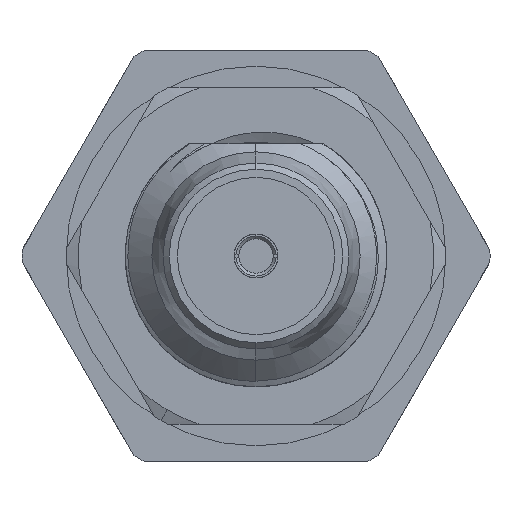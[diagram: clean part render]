
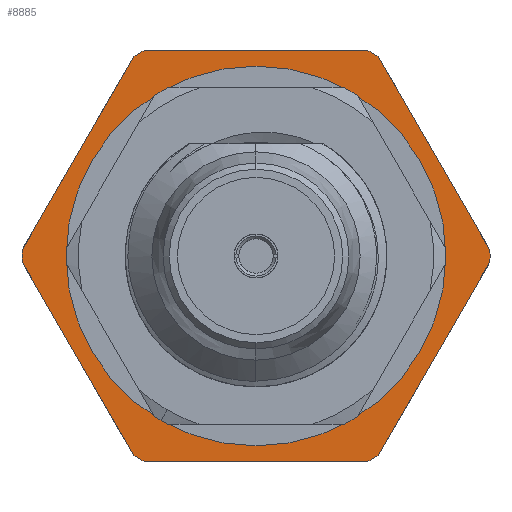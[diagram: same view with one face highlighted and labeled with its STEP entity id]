
A CAD part, left-side view. The second image highlights one B-rep face of the part: STEP entity #8885.
In plain terms, the highlighted planar face has unit normal (-1, 0, 0).
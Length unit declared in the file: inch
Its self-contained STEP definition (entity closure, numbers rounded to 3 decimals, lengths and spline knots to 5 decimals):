
#264 = CIRCLE ( 'NONE', #8831, 0.2465 ) ;
#414 = CARTESIAN_POINT ( 'NONE',  ( 0.59055, 0.24642, 0.00626 ) ) ;
#609 = CARTESIAN_POINT ( 'NONE',  ( 0.59055, 0., 0. ) ) ;
#916 = DIRECTION ( 'NONE',  ( 0., -0.5, -0.866 ) ) ;
#969 = CIRCLE ( 'NONE', #6306, 0.2465 ) ;
#978 = DIRECTION ( 'NONE',  ( 0., 1., 0. ) ) ;
#1198 = VERTEX_POINT ( 'NONE', #414 ) ;
#1303 = VERTEX_POINT ( 'NONE', #18320 ) ;
#1446 = EDGE_CURVE ( 'NONE', #7199, #8581, #15087, .T. ) ;
#1458 = VECTOR ( 'NONE', #916, 39.37008 ) ;
#1478 = ORIENTED_EDGE ( 'NONE', *, *, #8346, .T. ) ;
#1517 = VERTEX_POINT ( 'NONE', #13833 ) ;
#1548 = EDGE_LOOP ( 'NONE', ( #18955, #1478 ) ) ;
#1789 = LINE ( 'NONE', #17173, #5052 ) ;
#1984 = EDGE_CURVE ( 'NONE', #1303, #11137, #969, .T. ) ;
#2116 = CIRCLE ( 'NONE', #5819, 0.2465 ) ;
#2142 = DIRECTION ( 'NONE',  ( 0., 0., -1. ) ) ;
#2415 = CARTESIAN_POINT ( 'NONE',  ( 0.59055, 0., 0. ) ) ;
#2754 = DIRECTION ( 'NONE',  ( 0., 0., 1. ) ) ;
#2841 = ORIENTED_EDGE ( 'NONE', *, *, #10917, .T. ) ;
#3459 = LINE ( 'NONE', #12024, #1458 ) ;
#3568 = ORIENTED_EDGE ( 'NONE', *, *, #13607, .T. ) ;
#3757 = DIRECTION ( 'NONE',  ( 0., 0., 1. ) ) ;
#3952 = EDGE_CURVE ( 'NONE', #1198, #1517, #19333, .T. ) ;
#3994 = CARTESIAN_POINT ( 'NONE',  ( 0.59055, -0.12863, -0.21028 ) ) ;
#4388 = VERTEX_POINT ( 'NONE', #9607 ) ;
#4420 = ORIENTED_EDGE ( 'NONE', *, *, #3952, .T. ) ;
#4737 = DIRECTION ( 'NONE',  ( 0., 0., 1. ) ) ;
#4782 = CIRCLE ( 'NONE', #10230, 0.19554 ) ;
#5052 = VECTOR ( 'NONE', #12338, 39.37008 ) ;
#5184 = DIRECTION ( 'NONE',  ( 0., -0.5, 0.866 ) ) ;
#5411 = DIRECTION ( 'NONE',  ( 1., 0., 0. ) ) ;
#5724 = CARTESIAN_POINT ( 'NONE',  ( 0.59055, 0., 0. ) ) ;
#5819 = AXIS2_PLACEMENT_3D ( 'NONE', #20368, #18672, #15432 ) ;
#5826 = VERTEX_POINT ( 'NONE', #8654 ) ;
#5932 = CARTESIAN_POINT ( 'NONE',  ( 0.59055, 0.11779, -0.21654 ) ) ;
#6007 = EDGE_CURVE ( 'NONE', #9037, #12435, #10422, .T. ) ;
#6138 = AXIS2_PLACEMENT_3D ( 'NONE', #12255, #16954, #2754 ) ;
#6306 = AXIS2_PLACEMENT_3D ( 'NONE', #16045, #12782, #4737 ) ;
#6364 = CARTESIAN_POINT ( 'NONE',  ( 0.59055, -0.11779, -0.21654 ) ) ;
#6799 = FACE_OUTER_BOUND ( 'NONE', #20309, .T. ) ;
#6801 = EDGE_CURVE ( 'NONE', #11137, #1198, #10915, .T. ) ;
#6831 = AXIS2_PLACEMENT_3D ( 'NONE', #19484, #16103, #16177 ) ;
#6840 = ORIENTED_EDGE ( 'NONE', *, *, #1446, .T. ) ;
#6846 = LINE ( 'NONE', #18036, #11356 ) ;
#7065 = VERTEX_POINT ( 'NONE', #17447 ) ;
#7199 = VERTEX_POINT ( 'NONE', #6364 ) ;
#7212 = CARTESIAN_POINT ( 'NONE',  ( 0.59055, -0.24642, -0.00626 ) ) ;
#7355 = LINE ( 'NONE', #17013, #14173 ) ;
#8346 = EDGE_CURVE ( 'NONE', #12435, #9037, #4782, .T. ) ;
#8581 = VERTEX_POINT ( 'NONE', #3994 ) ;
#8654 = CARTESIAN_POINT ( 'NONE',  ( 0.59055, 0.12863, -0.21028 ) ) ;
#8697 = CARTESIAN_POINT ( 'NONE',  ( 0.59055, -0.24642, 0.00626 ) ) ;
#8831 = AXIS2_PLACEMENT_3D ( 'NONE', #609, #11703, #3757 ) ;
#8885 = ADVANCED_FACE ( 'NONE', ( #11563, #6799 ), #17754, .T. ) ;
#9037 = VERTEX_POINT ( 'NONE', #9747 ) ;
#9430 = ORIENTED_EDGE ( 'NONE', *, *, #19628, .T. ) ;
#9465 = DIRECTION ( 'NONE',  ( 0., 0., 1. ) ) ;
#9499 = VERTEX_POINT ( 'NONE', #7212 ) ;
#9607 = CARTESIAN_POINT ( 'NONE',  ( 0.59055, -0.12863, 0.21028 ) ) ;
#9747 = CARTESIAN_POINT ( 'NONE',  ( 0.59055, 0., -0.19554 ) ) ;
#9882 = ORIENTED_EDGE ( 'NONE', *, *, #1984, .T. ) ;
#10230 = AXIS2_PLACEMENT_3D ( 'NONE', #15067, #5411, #18341 ) ;
#10422 = CIRCLE ( 'NONE', #14701, 0.19554 ) ;
#10596 = CARTESIAN_POINT ( 'NONE',  ( 0.59055, -0.12502, 0.21654 ) ) ;
#10880 = CARTESIAN_POINT ( 'NONE',  ( 0.59055, 0.12863, 0.21028 ) ) ;
#10915 = LINE ( 'NONE', #13819, #14707 ) ;
#10917 = EDGE_CURVE ( 'NONE', #1517, #5826, #3459, .T. ) ;
#10968 = ORIENTED_EDGE ( 'NONE', *, *, #6801, .T. ) ;
#11137 = VERTEX_POINT ( 'NONE', #10880 ) ;
#11356 = VECTOR ( 'NONE', #5184, 39.37008 ) ;
#11563 = FACE_BOUND ( 'NONE', #1548, .T. ) ;
#11703 = DIRECTION ( 'NONE',  ( -1., 0., 0. ) ) ;
#12024 = CARTESIAN_POINT ( 'NONE',  ( 0.59055, 0.25003, 0. ) ) ;
#12130 = ORIENTED_EDGE ( 'NONE', *, *, #20771, .T. ) ;
#12255 = CARTESIAN_POINT ( 'NONE',  ( 0.59055, 0., 0. ) ) ;
#12338 = DIRECTION ( 'NONE',  ( 0., 0.5, 0.866 ) ) ;
#12435 = VERTEX_POINT ( 'NONE', #12973 ) ;
#12658 = AXIS2_PLACEMENT_3D ( 'NONE', #20788, #20860, #9465 ) ;
#12782 = DIRECTION ( 'NONE',  ( -1., 0., 0. ) ) ;
#12973 = CARTESIAN_POINT ( 'NONE',  ( 0.59055, 0., 0.19554 ) ) ;
#13121 = VERTEX_POINT ( 'NONE', #8697 ) ;
#13607 = EDGE_CURVE ( 'NONE', #5826, #15214, #2116, .T. ) ;
#13793 = EDGE_CURVE ( 'NONE', #7065, #1303, #17739, .T. ) ;
#13819 = CARTESIAN_POINT ( 'NONE',  ( 0.59055, 0.12502, 0.21654 ) ) ;
#13833 = CARTESIAN_POINT ( 'NONE',  ( 0.59055, 0.24642, -0.00626 ) ) ;
#14173 = VECTOR ( 'NONE', #18898, 39.37008 ) ;
#14235 = EDGE_CURVE ( 'NONE', #15214, #7199, #7355, .T. ) ;
#14366 = AXIS2_PLACEMENT_3D ( 'NONE', #5724, #16756, #18659 ) ;
#14701 = AXIS2_PLACEMENT_3D ( 'NONE', #2415, #15321, #2142 ) ;
#14707 = VECTOR ( 'NONE', #17107, 39.37008 ) ;
#15067 = CARTESIAN_POINT ( 'NONE',  ( 0.59055, 0., 0. ) ) ;
#15087 = CIRCLE ( 'NONE', #6138, 0.2465 ) ;
#15214 = VERTEX_POINT ( 'NONE', #5932 ) ;
#15321 = DIRECTION ( 'NONE',  ( 1., 0., 0. ) ) ;
#15419 = ORIENTED_EDGE ( 'NONE', *, *, #19536, .T. ) ;
#15432 = DIRECTION ( 'NONE',  ( 0., 0., 1. ) ) ;
#15466 = ORIENTED_EDGE ( 'NONE', *, *, #17953, .T. ) ;
#15470 = VECTOR ( 'NONE', #978, 39.37008 ) ;
#16045 = CARTESIAN_POINT ( 'NONE',  ( 0.59055, 0., 0. ) ) ;
#16103 = DIRECTION ( 'NONE',  ( -1., 0., 0. ) ) ;
#16177 = DIRECTION ( 'NONE',  ( 0., 0., 1. ) ) ;
#16756 = DIRECTION ( 'NONE',  ( -1., 0., 0. ) ) ;
#16954 = DIRECTION ( 'NONE',  ( -1., 0., 0. ) ) ;
#17013 = CARTESIAN_POINT ( 'NONE',  ( 0.59055, 0.12502, -0.21654 ) ) ;
#17107 = DIRECTION ( 'NONE',  ( 0., 0.5, -0.866 ) ) ;
#17168 = ORIENTED_EDGE ( 'NONE', *, *, #13793, .T. ) ;
#17173 = CARTESIAN_POINT ( 'NONE',  ( 0.59055, -0.25003, 0. ) ) ;
#17447 = CARTESIAN_POINT ( 'NONE',  ( 0.59055, -0.11779, 0.21654 ) ) ;
#17739 = LINE ( 'NONE', #10596, #15470 ) ;
#17754 = PLANE ( 'NONE',  #12658 ) ;
#17953 = EDGE_CURVE ( 'NONE', #8581, #9499, #6846, .T. ) ;
#18036 = CARTESIAN_POINT ( 'NONE',  ( 0.59055, -0.12502, -0.21654 ) ) ;
#18320 = CARTESIAN_POINT ( 'NONE',  ( 0.59055, 0.11779, 0.21654 ) ) ;
#18341 = DIRECTION ( 'NONE',  ( 0., 0., -1. ) ) ;
#18659 = DIRECTION ( 'NONE',  ( 0., 0., 1. ) ) ;
#18672 = DIRECTION ( 'NONE',  ( -1., 0., 0. ) ) ;
#18898 = DIRECTION ( 'NONE',  ( 0., -1., 0. ) ) ;
#18955 = ORIENTED_EDGE ( 'NONE', *, *, #6007, .T. ) ;
#18969 = ORIENTED_EDGE ( 'NONE', *, *, #14235, .T. ) ;
#19333 = CIRCLE ( 'NONE', #6831, 0.2465 ) ;
#19484 = CARTESIAN_POINT ( 'NONE',  ( 0.59055, 0., 0. ) ) ;
#19536 = EDGE_CURVE ( 'NONE', #4388, #7065, #19700, .T. ) ;
#19628 = EDGE_CURVE ( 'NONE', #13121, #4388, #1789, .T. ) ;
#19700 = CIRCLE ( 'NONE', #14366, 0.2465 ) ;
#20309 = EDGE_LOOP ( 'NONE', ( #10968, #4420, #2841, #3568, #18969, #6840, #15466, #12130, #9430, #15419, #17168, #9882 ) ) ;
#20368 = CARTESIAN_POINT ( 'NONE',  ( 0.59055, 0., 0. ) ) ;
#20771 = EDGE_CURVE ( 'NONE', #9499, #13121, #264, .T. ) ;
#20788 = CARTESIAN_POINT ( 'NONE',  ( 0.59055, 0.19554, 0. ) ) ;
#20860 = DIRECTION ( 'NONE',  ( -1., 0., 0. ) ) ;
